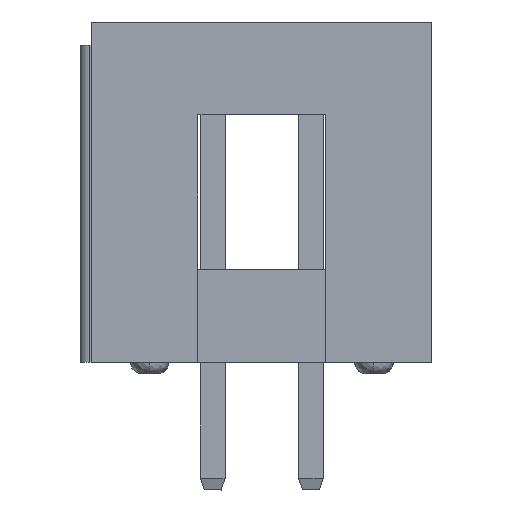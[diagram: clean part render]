
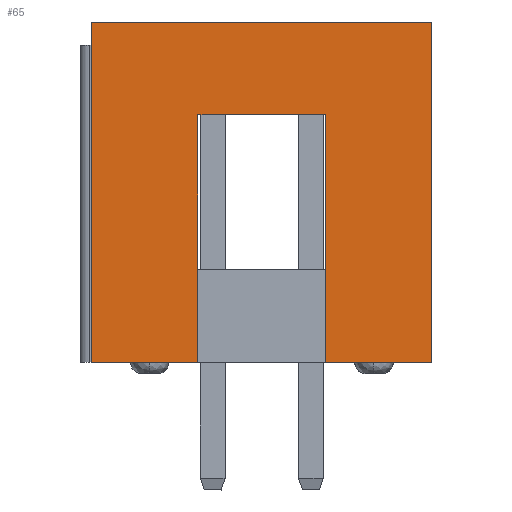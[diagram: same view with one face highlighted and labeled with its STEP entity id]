
A CAD part, left-side view. The second image highlights one B-rep face of the part: STEP entity #65.
In plain terms, the highlighted planar face has unit normal (-1, 0, 0).
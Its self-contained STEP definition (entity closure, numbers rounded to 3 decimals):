
#65=ADVANCED_FACE('NONE',(#1080),#1081,.T.);
#1080=FACE_OUTER_BOUND('',#3197,.T.);
#1081=PLANE('',#3198);
#3197=EDGE_LOOP('',(#5566,#5567,#5568,#5569,#5570,#5571,#5572,#5573));
#3198=AXIS2_PLACEMENT_3D('',#5574,#5575,#5576);
#5566=ORIENTED_EDGE('',*,*,#12518,.T.);
#5567=ORIENTED_EDGE('',*,*,#12326,.F.);
#5568=ORIENTED_EDGE('',*,*,#12519,.T.);
#5569=ORIENTED_EDGE('',*,*,#12514,.T.);
#5570=ORIENTED_EDGE('',*,*,#12300,.F.);
#5571=ORIENTED_EDGE('',*,*,#12330,.F.);
#5572=ORIENTED_EDGE('',*,*,#12520,.T.);
#5573=ORIENTED_EDGE('',*,*,#12521,.T.);
#5574=CARTESIAN_POINT('',(-5.34,-5.98,3.));
#5575=DIRECTION('',(-1.0,0.,0.));
#5576=DIRECTION('',(0.,1.0,0.0));
#12300=EDGE_CURVE('NONE',#14450,#14452,#14453,.T.);
#12326=EDGE_CURVE('NONE',#14493,#14495,#14496,.T.);
#12330=EDGE_CURVE('NONE',#14501,#14450,#14503,.T.);
#12514=EDGE_CURVE('NONE',#14858,#14452,#14859,.T.);
#12518=EDGE_CURVE('NONE',#14865,#14495,#14866,.T.);
#12519=EDGE_CURVE('NONE',#14493,#14858,#14867,.T.);
#12520=EDGE_CURVE('NONE',#14501,#14868,#14869,.T.);
#12521=EDGE_CURVE('NONE',#14868,#14865,#14870,.T.);
#14450=VERTEX_POINT('NONE',#17874);
#14452=VERTEX_POINT('NONE',#17877);
#14453=LINE('',#17878,#17879);
#14493=VERTEX_POINT('NONE',#17940);
#14495=VERTEX_POINT('NONE',#17943);
#14496=LINE('',#17944,#17945);
#14501=VERTEX_POINT('NONE',#17952);
#14503=LINE('',#17955,#17956);
#14858=VERTEX_POINT('NONE',#18486);
#14859=LINE('',#18487,#18488);
#14865=VERTEX_POINT('NONE',#18497);
#14866=LINE('',#18498,#18499);
#14867=LINE('',#18500,#18501);
#14868=VERTEX_POINT('NONE',#18502);
#14869=LINE('',#18503,#18504);
#14870=LINE('',#18505,#18506);
#17874=CARTESIAN_POINT('',(-5.34,2.81,3.));
#17877=CARTESIAN_POINT('',(-5.34,2.81,11.8));
#17878=CARTESIAN_POINT('',(-5.34,2.81,3.));
#17879=VECTOR('',#23334,1000.0);
#17940=CARTESIAN_POINT('',(-5.34,-5.99,3.));
#17943=CARTESIAN_POINT('',(-5.34,-3.24,3.));
#17944=CARTESIAN_POINT('',(-5.34,-1.58,3.));
#17945=VECTOR('',#23366,1000.0);
#17952=CARTESIAN_POINT('',(-5.34,0.06,3.));
#17955=CARTESIAN_POINT('',(-5.34,-1.58,3.));
#17956=VECTOR('',#23370,1000.0);
#18486=CARTESIAN_POINT('',(-5.34,-5.99,11.8));
#18487=CARTESIAN_POINT('',(-5.34,2.82,11.8));
#18488=VECTOR('',#23570,1000.0);
#18497=CARTESIAN_POINT('',(-5.34,-3.24,9.4));
#18498=CARTESIAN_POINT('',(-5.34,-3.24,3.));
#18499=VECTOR('',#23574,1000.0);
#18500=CARTESIAN_POINT('',(-5.34,-5.99,3.));
#18501=VECTOR('',#23575,1000.0);
#18502=CARTESIAN_POINT('',(-5.34,0.06,9.4));
#18503=CARTESIAN_POINT('',(-5.34,0.06,3.));
#18504=VECTOR('',#23576,1000.0);
#18505=CARTESIAN_POINT('',(-5.34,-5.98,9.4));
#18506=VECTOR('',#23577,1000.0);
#23334=DIRECTION('',(0.0,0.,1.0));
#23366=DIRECTION('',(0.0,1.0,0.));
#23370=DIRECTION('',(0.0,1.0,0.));
#23570=DIRECTION('',(0.0,1.0,0.));
#23574=DIRECTION('',(0.,0.,-1.0));
#23575=DIRECTION('',(0.,0.,1.0));
#23576=DIRECTION('',(0.,0.,1.0));
#23577=DIRECTION('',(0.,-1.0,0.0));
